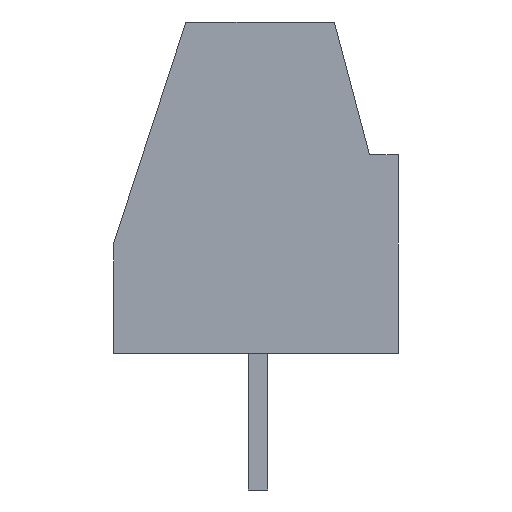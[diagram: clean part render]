
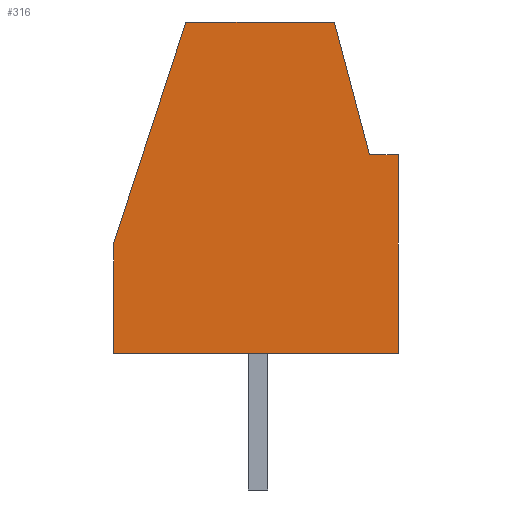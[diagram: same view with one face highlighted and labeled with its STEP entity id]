
A CAD part, left-side view. The second image highlights one B-rep face of the part: STEP entity #316.
In plain terms, the highlighted planar face has unit normal (-1, 0, 0).
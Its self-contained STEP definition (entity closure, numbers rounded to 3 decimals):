
#13=DIRECTION('',(0.,0.,1.));
#21=EDGE_CURVE('',#22,#24,#26,.T.);
#22=VERTEX_POINT('',#23);
#23=CARTESIAN_POINT('',(-1.905,-3.6,0.));
#24=VERTEX_POINT('',#25);
#25=CARTESIAN_POINT('',(-1.905,3.7,0.));
#26=LINE('',#23,#27);
#27=VECTOR('',#28,1.);
#28=DIRECTION('',(0.,1.,0.));
#35=DIRECTION('',(1.,0.,0.));
#196=VECTOR('',#197,1.);
#197=DIRECTION('',(0.,-1.,0.));
#316=ADVANCED_FACE('',(#317),#357,.F.);
#317=FACE_BOUND('',#318,.F.);
#318=EDGE_LOOP('',(#319,#326,#332,#333,#339,#346,#352));
#319=ORIENTED_EDGE('',*,*,#320,.T.);
#320=EDGE_CURVE('',#321,#323,#325,.T.);
#321=VERTEX_POINT('',#322);
#322=CARTESIAN_POINT('',(-1.905,-2.86,5.1));
#323=VERTEX_POINT('',#324);
#324=CARTESIAN_POINT('',(-1.905,-3.6,5.1));
#325=LINE('',#322,#196);
#326=ORIENTED_EDGE('',*,*,#327,.T.);
#327=EDGE_CURVE('',#323,#22,#328,.T.);
#328=LINE('',#329,#330);
#329=CARTESIAN_POINT('',(-1.905,-3.6,8.5));
#330=VECTOR('',#331,1.);
#331=DIRECTION('',(0.,0.,-1.));
#332=ORIENTED_EDGE('',*,*,#21,.T.);
#333=ORIENTED_EDGE('',*,*,#334,.T.);
#334=EDGE_CURVE('',#24,#335,#337,.T.);
#335=VERTEX_POINT('',#336);
#336=CARTESIAN_POINT('',(-1.905,3.7,2.81));
#337=LINE('',#25,#338);
#338=VECTOR('',#13,1.);
#339=ORIENTED_EDGE('',*,*,#340,.F.);
#340=EDGE_CURVE('',#341,#335,#343,.T.);
#341=VERTEX_POINT('',#342);
#342=CARTESIAN_POINT('',(-1.905,1.85,8.5));
#343=LINE('',#342,#344);
#344=VECTOR('',#345,1.);
#345=DIRECTION('',(0.,0.309,-0.951));
#346=ORIENTED_EDGE('',*,*,#347,.T.);
#347=EDGE_CURVE('',#341,#348,#350,.T.);
#348=VERTEX_POINT('',#349);
#349=CARTESIAN_POINT('',(-1.905,-1.96,8.5));
#350=LINE('',#351,#196);
#351=CARTESIAN_POINT('',(-1.905,3.7,8.5));
#352=ORIENTED_EDGE('',*,*,#353,.T.);
#353=EDGE_CURVE('',#348,#321,#354,.T.);
#354=LINE('',#349,#355);
#355=VECTOR('',#356,1.);
#356=DIRECTION('',(0.,-0.256,-0.967));
#357=PLANE('',#358);
#358=AXIS2_PLACEMENT_3D('',#359,#35,#360);
#359=CARTESIAN_POINT('',(-1.905,0.05,4.25));
#360=DIRECTION('',(-0.,0.,1.));
